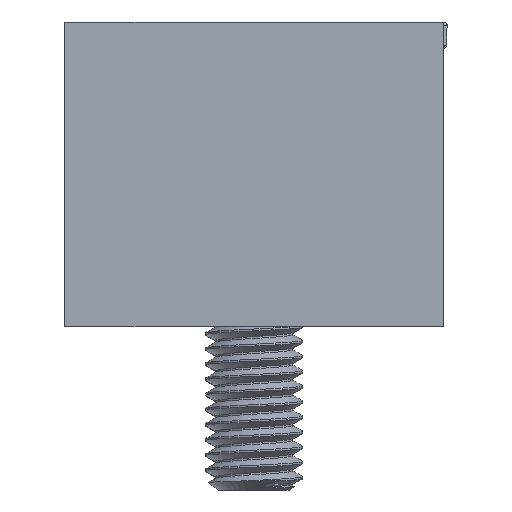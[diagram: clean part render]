
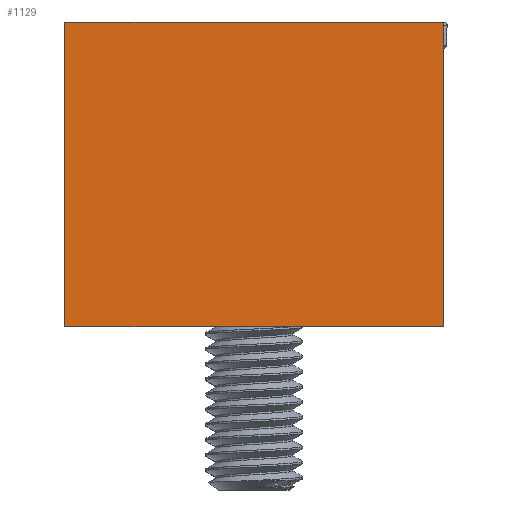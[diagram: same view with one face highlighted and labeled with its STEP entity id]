
A CAD part, left-side view. The second image highlights one B-rep face of the part: STEP entity #1129.
In plain terms, the highlighted planar face has unit normal (-1, 0, 0).
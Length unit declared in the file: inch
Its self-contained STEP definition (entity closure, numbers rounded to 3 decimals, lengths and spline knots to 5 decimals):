
#361 = PLANE ( 'NONE',  #16181 ) ;
#596 = CARTESIAN_POINT ( 'NONE',  ( 0., 1.23, -0.01 ) ) ;
#1057 = LINE ( 'NONE', #5488, #2988 ) ;
#1129 = ADVANCED_FACE ( 'NONE', ( #17299 ), #361, .T. ) ;
#1672 = LINE ( 'NONE', #12049, #15803 ) ;
#1678 = EDGE_CURVE ( 'NONE', #14308, #15935, #1672, .T. ) ;
#1750 = DIRECTION ( 'NONE',  ( 0., -1., 0. ) ) ;
#2308 = DIRECTION ( 'NONE',  ( 0., -1., 0. ) ) ;
#2590 = EDGE_LOOP ( 'NONE', ( #11081, #11800, #14799, #14015 ) ) ;
#2802 = DIRECTION ( 'NONE',  ( 0., 0., 1. ) ) ;
#2988 = VECTOR ( 'NONE', #8251, 39.37008 ) ;
#2994 = EDGE_CURVE ( 'NONE', #14600, #8841, #9115, .T. ) ;
#3678 = CARTESIAN_POINT ( 'NONE',  ( 0., 1.23, -0.01 ) ) ;
#5488 = CARTESIAN_POINT ( 'NONE',  ( 0., 1.23, 0.98 ) ) ;
#5807 = LINE ( 'NONE', #3678, #11776 ) ;
#6169 = CARTESIAN_POINT ( 'NONE',  ( 0., 0., -0.01 ) ) ;
#6616 = DIRECTION ( 'NONE',  ( 0., 0., 1. ) ) ;
#6885 = CARTESIAN_POINT ( 'NONE',  ( 0., 0., 0.98 ) ) ;
#7800 = EDGE_CURVE ( 'NONE', #14600, #14308, #5807, .T. ) ;
#8251 = DIRECTION ( 'NONE',  ( 0., -1., 0. ) ) ;
#8841 = VERTEX_POINT ( 'NONE', #11665 ) ;
#9115 = LINE ( 'NONE', #13356, #15571 ) ;
#9954 = DIRECTION ( 'NONE',  ( -1., 0., 0. ) ) ;
#11081 = ORIENTED_EDGE ( 'NONE', *, *, #15949, .F. ) ;
#11665 = CARTESIAN_POINT ( 'NONE',  ( 0., 1.23, 0.98 ) ) ;
#11776 = VECTOR ( 'NONE', #2308, 39.37008 ) ;
#11800 = ORIENTED_EDGE ( 'NONE', *, *, #2994, .F. ) ;
#12049 = CARTESIAN_POINT ( 'NONE',  ( 0., 0., -0.01 ) ) ;
#13356 = CARTESIAN_POINT ( 'NONE',  ( 0., 1.23, -0.01 ) ) ;
#14015 = ORIENTED_EDGE ( 'NONE', *, *, #1678, .T. ) ;
#14308 = VERTEX_POINT ( 'NONE', #6169 ) ;
#14600 = VERTEX_POINT ( 'NONE', #17757 ) ;
#14799 = ORIENTED_EDGE ( 'NONE', *, *, #7800, .T. ) ;
#15571 = VECTOR ( 'NONE', #2802, 39.37008 ) ;
#15803 = VECTOR ( 'NONE', #6616, 39.37008 ) ;
#15935 = VERTEX_POINT ( 'NONE', #6885 ) ;
#15949 = EDGE_CURVE ( 'NONE', #8841, #15935, #1057, .T. ) ;
#16181 = AXIS2_PLACEMENT_3D ( 'NONE', #596, #9954, #1750 ) ;
#17299 = FACE_OUTER_BOUND ( 'NONE', #2590, .T. ) ;
#17757 = CARTESIAN_POINT ( 'NONE',  ( 0., 1.23, -0.01 ) ) ;
